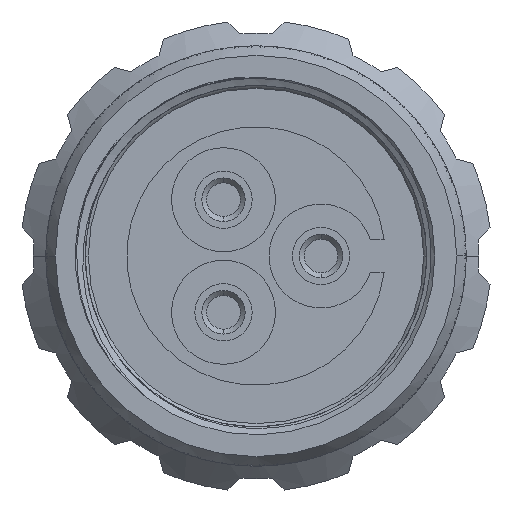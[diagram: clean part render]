
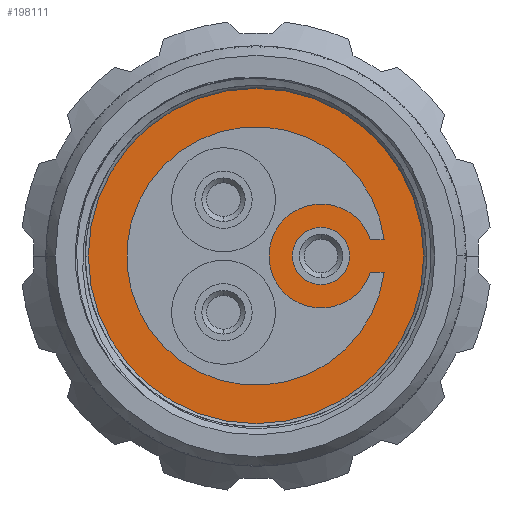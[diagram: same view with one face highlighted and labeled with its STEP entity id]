
A CAD part, left-side view. The second image highlights one B-rep face of the part: STEP entity #198111.
In plain terms, the highlighted planar face has unit normal (-1, 0, 0).
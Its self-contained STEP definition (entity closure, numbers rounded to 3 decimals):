
#61106=CARTESIAN_POINT('',(5.737,14.5,-14.5));
#61107=DIRECTION('',(1.,0.,0.));
#61108=DIRECTION('',(0.,1.,0.));
#61109=AXIS2_PLACEMENT_3D('',#61106,#61107,#61108);
#61111=CARTESIAN_POINT('',(5.737,14.5,-14.5));
#61112=DIRECTION('',(-1.,0.,0.));
#61113=DIRECTION('',(0.,1.,0.));
#61114=AXIS2_PLACEMENT_3D('',#61111,#61112,#61113);
#61116=CARTESIAN_POINT('',(5.737,14.5,-14.5));
#61117=DIRECTION('',(1.,0.,0.));
#61118=DIRECTION('',(0.,-0.992,-0.126));
#61119=AXIS2_PLACEMENT_3D('',#61116,#61117,#61118);
#61126=DIRECTION('',(0.,-1.,0.));
#61127=VECTOR('',#61126,0.847);
#61128=CARTESIAN_POINT('',(5.737,7.46,-13.5));
#61129=LINE('22063',#61128,#61127);
#61138=CARTESIAN_POINT('',(5.737,10.5,-14.5));
#61139=DIRECTION('',(-1.,0.,0.));
#61140=DIRECTION('',(0.,-0.95,0.313));
#61141=AXIS2_PLACEMENT_3D('',#61138,#61139,#61140);
#61148=DIRECTION('',(0.,1.,0.));
#61149=VECTOR('',#61148,0.847);
#61150=CARTESIAN_POINT('',(5.737,6.613,-15.5));
#61151=LINE('22062',#61150,#61149);
#61372=CARTESIAN_POINT('',(5.737,10.5,-14.5));
#61373=DIRECTION('',(1.,0.,0.));
#61374=DIRECTION('',(0.,0.,1.));
#61375=AXIS2_PLACEMENT_3D('',#61372,#61373,#61374);
#61377=CARTESIAN_POINT('',(5.737,10.5,-14.5));
#61378=DIRECTION('',(1.,0.,0.));
#61379=DIRECTION('',(0.,0.,-1.));
#61380=AXIS2_PLACEMENT_3D('',#61377,#61378,#61379);
#72636=CARTESIAN_POINT('',(5.737,24.814,-14.5));
#72637=CARTESIAN_POINT('',(5.737,4.186,-14.5));
#72638=VERTEX_POINT('',#72636);
#72639=VERTEX_POINT('',#72637);
#72740=CARTESIAN_POINT('',(5.737,6.613,-15.5));
#72741=CARTESIAN_POINT('',(5.737,6.613,-13.5));
#72742=VERTEX_POINT('',#72740);
#72743=VERTEX_POINT('',#72741);
#72752=CARTESIAN_POINT('',(5.737,7.46,-13.5));
#72753=CARTESIAN_POINT('',(5.737,7.46,-15.5));
#72754=VERTEX_POINT('',#72752);
#72755=VERTEX_POINT('',#72753);
#72808=CARTESIAN_POINT('',(5.737,10.5,-12.735));
#72809=CARTESIAN_POINT('',(5.737,10.5,-16.265));
#72810=VERTEX_POINT('',#72808);
#72811=VERTEX_POINT('',#72809);
#198086=CARTESIAN_POINT('',(5.737,14.5,-14.5));
#198087=DIRECTION('',(-1.,0.,0.));
#198088=DIRECTION('',(0.,1.,0.));
#198089=AXIS2_PLACEMENT_3D('',#198086,#198087,#198088);
#198090=PLANE('21955',#198089);
#198091=ORIENTED_EDGE('21974',*,*,#85025,.T.);
#198092=ORIENTED_EDGE('21956',*,*,#85206,.F.);
#198093=EDGE_LOOP('21955',(#198091,#198092));
#198094=FACE_OUTER_BOUND('21955',#198093,.F.);
#198096=ORIENTED_EDGE('22048',*,*,#198095,.F.);
#198098=ORIENTED_EDGE('22062',*,*,#198097,.T.);
#198100=ORIENTED_EDGE('22053',*,*,#198099,.F.);
#198102=ORIENTED_EDGE('22063',*,*,#198101,.T.);
#198103=EDGE_LOOP('21955',(#198096,#198098,#198100,#198102));
#198104=FACE_BOUND('21955',#198103,.F.);
#198106=ORIENTED_EDGE('22189',*,*,#198105,.F.);
#198108=ORIENTED_EDGE('22190',*,*,#198107,.F.);
#198109=EDGE_LOOP('21955',(#198106,#198108));
#198110=FACE_BOUND('21955',#198109,.F.);
#61110=CIRCLE('21974',#61109,10.314);
#61115=CIRCLE('21956',#61114,10.314);
#61120=CIRCLE('22048',#61119,7.95);
#61142=CIRCLE('22053',#61141,3.2);
#61376=CIRCLE('22189',#61375,1.765);
#61381=CIRCLE('22190',#61380,1.765);
#85025=EDGE_CURVE('21974',#72638,#72639,#61110,.T.);
#85206=EDGE_CURVE('21956',#72638,#72639,#61115,.T.);
#198095=EDGE_CURVE('22048',#72742,#72743,#61120,.T.);
#198097=EDGE_CURVE('22062',#72742,#72755,#61151,.T.);
#198099=EDGE_CURVE('22053',#72754,#72755,#61142,.T.);
#198101=EDGE_CURVE('22063',#72754,#72743,#61129,.T.);
#198105=EDGE_CURVE('22189',#72810,#72811,#61376,.T.);
#198107=EDGE_CURVE('22190',#72811,#72810,#61381,.T.);
#198111=ADVANCED_FACE('21955',(#198094,#198104,#198110),#198090,.T.);
